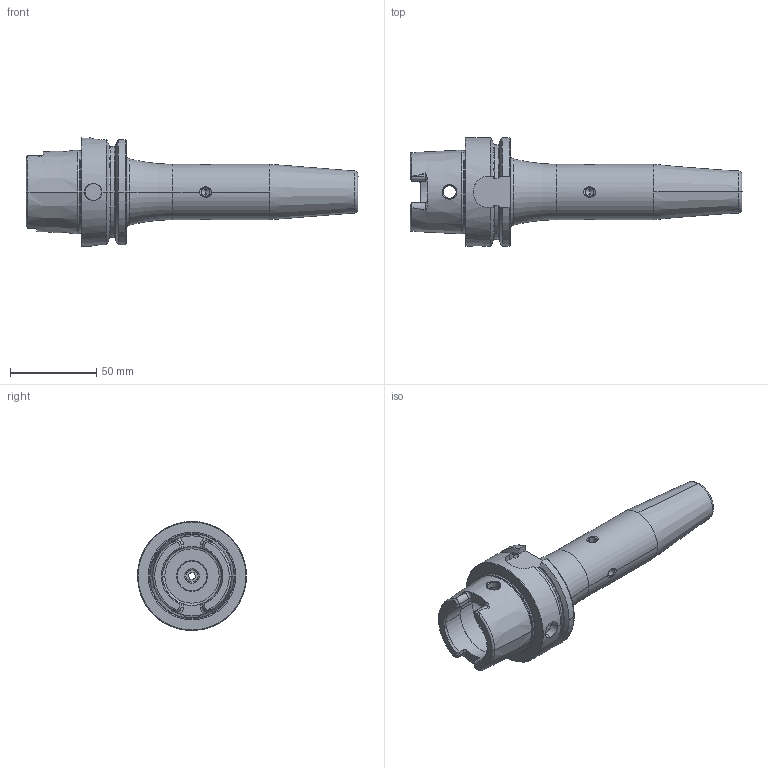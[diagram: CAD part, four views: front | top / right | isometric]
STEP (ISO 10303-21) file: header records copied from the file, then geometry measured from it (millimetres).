
FILE_DESCRIPTION (( 'STEP AP203' ), '1' );
FILE_NAME ('HA6-S10.K21.160.STEP', '2014-07-10T11:18:22', ( 'SwiAdmin' ), ( '' ), 'SwSTEP 2.0', 'SolidWorks 2012', '' );
FILE_SCHEMA (( 'CONFIG_CONTROL_DESIGN' ));
Length unit declared in the file: millimetre
Products named in the file (4): ERU-AN3.K01.020_A; ERU-CJ2.001.006; HA6-S10.K21.160_C_Fertigbearbeitung; HA6-S10.K21.160
Assembly tree (4 placements, depth 2):
  HA6-S10.K21.160
    HA6-S10.K21.160_C_Fertigbearbeitung
    ERU-CJ2.001.006  x2
    ERU-AN3.K01.020_A
Bounding box: 191.98 x 63 x 63 mm (x, y, z)
Volume: 174273.9 mm3; surface area: 40505.7 mm2
Topology: 4 solids, 4 shells, 319 faces, 807 edges, 492 vertices
Faces by surface type: plane 101, cylinder 87, cone 74, torus 45, bspline 12
Entity records: 11417 total; most frequent: CARTESIAN_POINT 3880, ORIENTED_EDGE 1522, DIRECTION 1455, EDGE_CURVE 761, AXIS2_PLACEMENT_3D 575, VERTEX_POINT 472, EDGE_LOOP 325, VECTOR 305
